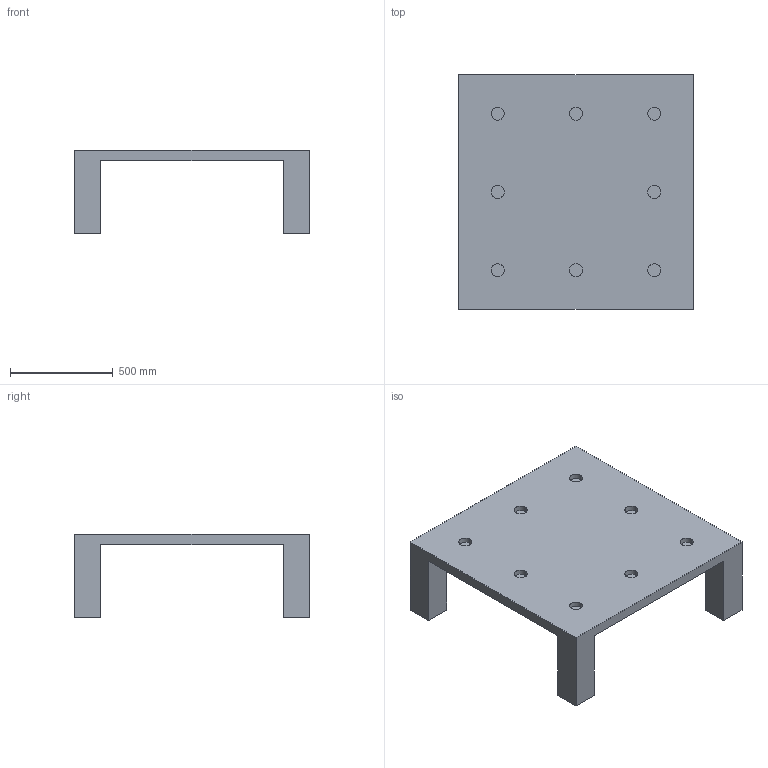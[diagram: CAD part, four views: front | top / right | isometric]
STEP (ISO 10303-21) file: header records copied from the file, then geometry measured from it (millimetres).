
FILE_DESCRIPTION((''),'2;1');
FILE_NAME('S4850111_TABLE2','2020-02-20T16:08:38',('cheta'),(''),'CREO PARAMETRIC BY PTC INC, 2019224','CREO PARAMETRIC BY PTC INC, 2019224','');
FILE_SCHEMA(('CONFIG_CONTROL_DESIGN'));
Length unit declared in the file: inch
Products named in the file (1): S4850111_TABLE2
Bounding box: 1143 x 1143 x 406.4 mm (x, y, z)
Volume: 88665980.3 mm3; surface area: 3608271.4 mm2
Topology: 1 solids, 1 shells, 42 faces, 96 edges, 64 vertices
Faces by surface type: plane 26, cylinder 16
Entity records: 1232 total; most frequent: DIRECTION 212, CARTESIAN_POINT 202, ORIENTED_EDGE 192, EDGE_CURVE 96, AXIS2_PLACEMENT_3D 74, VECTOR 64, LINE 64, VERTEX_POINT 64
